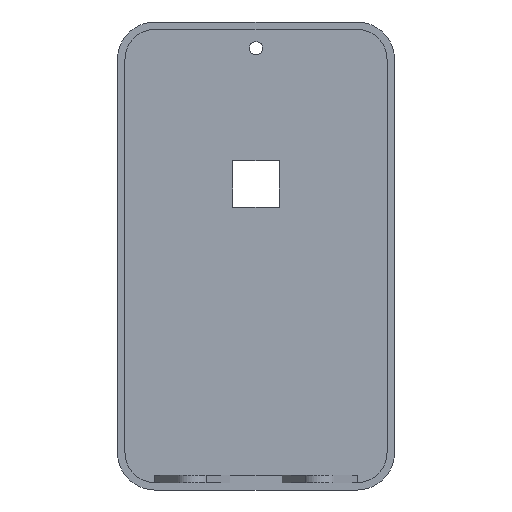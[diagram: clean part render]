
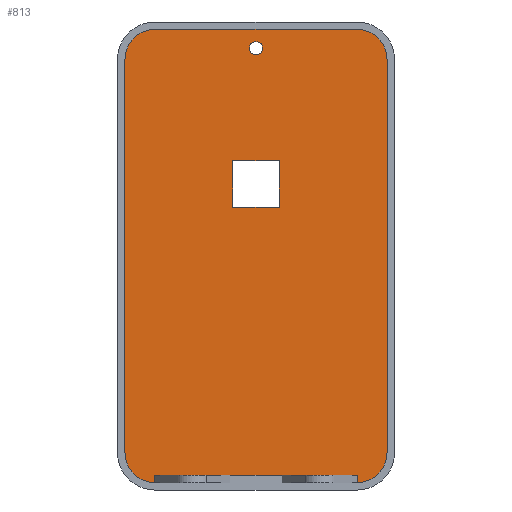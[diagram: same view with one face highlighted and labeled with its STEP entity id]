
A CAD part, front view. The second image highlights one B-rep face of the part: STEP entity #813.
In plain terms, the highlighted planar face has unit normal (0, -1, 0).
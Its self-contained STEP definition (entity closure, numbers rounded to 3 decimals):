
#22=FACE_BOUND('',#307,.T.);
#23=FACE_BOUND('',#308,.T.);
#46=PLANE('',#922);
#62=LINE('',#1234,#135);
#68=LINE('',#1245,#141);
#82=LINE('',#1278,#155);
#96=LINE('',#1335,#169);
#98=LINE('',#1339,#171);
#100=LINE('',#1343,#173);
#102=LINE('',#1346,#175);
#105=LINE('',#1358,#178);
#109=LINE('',#1373,#182);
#113=LINE('',#1384,#186);
#135=VECTOR('',#982,10.);
#141=VECTOR('',#990,10.);
#155=VECTOR('',#1024,10.);
#169=VECTOR('',#1094,10.);
#171=VECTOR('',#1098,10.);
#173=VECTOR('',#1102,10.);
#175=VECTOR('',#1106,10.);
#178=VECTOR('',#1117,10.);
#182=VECTOR('',#1135,10.);
#186=VECTOR('',#1147,10.);
#254=FACE_OUTER_BOUND('',#306,.T.);
#306=EDGE_LOOP('',(#749,#750,#751,#752,#753,#754,#755,#756,#757,#758));
#307=EDGE_LOOP('',(#759));
#308=EDGE_LOOP('',(#760,#761,#762,#763));
#313=CIRCLE('',#843,1.75);
#340=CIRCLE('',#901,8.);
#342=CIRCLE('',#905,8.);
#344=CIRCLE('',#908,8.);
#346=CIRCLE('',#912,8.);
#353=VERTEX_POINT('',#1180);
#374=VERTEX_POINT('',#1230);
#376=VERTEX_POINT('',#1233);
#378=VERTEX_POINT('',#1239);
#380=VERTEX_POINT('',#1243);
#403=VERTEX_POINT('',#1332);
#404=VERTEX_POINT('',#1334);
#405=VERTEX_POINT('',#1338);
#406=VERTEX_POINT('',#1342);
#407=VERTEX_POINT('',#1348);
#408=VERTEX_POINT('',#1349);
#411=VERTEX_POINT('',#1357);
#413=VERTEX_POINT('',#1366);
#415=VERTEX_POINT('',#1372);
#417=VERTEX_POINT('',#1378);
#426=EDGE_CURVE('',#353,#353,#313,.T.);
#451=EDGE_CURVE('',#376,#374,#62,.T.);
#457=EDGE_CURVE('',#378,#380,#68,.T.);
#474=EDGE_CURVE('',#380,#376,#82,.T.);
#502=EDGE_CURVE('',#404,#403,#96,.T.);
#504=EDGE_CURVE('',#405,#404,#98,.T.);
#506=EDGE_CURVE('',#406,#405,#100,.T.);
#508=EDGE_CURVE('',#403,#406,#102,.T.);
#509=EDGE_CURVE('',#407,#408,#340,.T.);
#513=EDGE_CURVE('',#411,#407,#105,.T.);
#516=EDGE_CURVE('',#374,#411,#342,.T.);
#518=EDGE_CURVE('',#413,#378,#344,.T.);
#521=EDGE_CURVE('',#415,#413,#109,.T.);
#524=EDGE_CURVE('',#417,#415,#346,.T.);
#527=EDGE_CURVE('',#408,#417,#113,.T.);
#749=ORIENTED_EDGE('',*,*,#451,.T.);
#750=ORIENTED_EDGE('',*,*,#516,.T.);
#751=ORIENTED_EDGE('',*,*,#513,.T.);
#752=ORIENTED_EDGE('',*,*,#509,.T.);
#753=ORIENTED_EDGE('',*,*,#527,.T.);
#754=ORIENTED_EDGE('',*,*,#524,.T.);
#755=ORIENTED_EDGE('',*,*,#521,.T.);
#756=ORIENTED_EDGE('',*,*,#518,.T.);
#757=ORIENTED_EDGE('',*,*,#457,.T.);
#758=ORIENTED_EDGE('',*,*,#474,.T.);
#759=ORIENTED_EDGE('',*,*,#426,.T.);
#760=ORIENTED_EDGE('',*,*,#506,.T.);
#761=ORIENTED_EDGE('',*,*,#504,.T.);
#762=ORIENTED_EDGE('',*,*,#502,.T.);
#763=ORIENTED_EDGE('',*,*,#508,.T.);
#813=ADVANCED_FACE('',(#254,#22,#23),#46,.T.);
#843=AXIS2_PLACEMENT_3D('',#1181,#937,#938);
#901=AXIS2_PLACEMENT_3D('',#1350,#1109,#1110);
#905=AXIS2_PLACEMENT_3D('',#1363,#1122,#1123);
#908=AXIS2_PLACEMENT_3D('',#1367,#1128,#1129);
#912=AXIS2_PLACEMENT_3D('',#1379,#1140,#1141);
#922=AXIS2_PLACEMENT_3D('',#1401,#1168,#1169);
#937=DIRECTION('center_axis',(0.,1.,0.));
#938=DIRECTION('ref_axis',(-1.,0.,0.));
#982=DIRECTION('',(0.,0.,-1.));
#990=DIRECTION('',(0.,0.,1.));
#1024=DIRECTION('',(1.,0.,0.));
#1094=DIRECTION('',(0.,0.,1.));
#1098=DIRECTION('',(-1.,0.,0.));
#1102=DIRECTION('',(0.,0.,-1.));
#1106=DIRECTION('',(1.,0.,0.));
#1109=DIRECTION('center_axis',(0.,-1.,0.));
#1110=DIRECTION('ref_axis',(1.,0.,0.));
#1117=DIRECTION('',(0.,0.,1.));
#1122=DIRECTION('center_axis',(0.,-1.,0.));
#1123=DIRECTION('ref_axis',(0.,0.,-1.));
#1128=DIRECTION('center_axis',(0.,-1.,0.));
#1129=DIRECTION('ref_axis',(-1.,0.,0.));
#1135=DIRECTION('',(0.,0.,-1.));
#1140=DIRECTION('center_axis',(0.,-1.,0.));
#1141=DIRECTION('ref_axis',(0.,0.,1.));
#1147=DIRECTION('',(-1.,0.,0.));
#1168=DIRECTION('center_axis',(0.,-1.,0.));
#1169=DIRECTION('ref_axis',(0.,0.,-1.));
#1180=CARTESIAN_POINT('',(-35.25,0.,-7.));
#1181=CARTESIAN_POINT('Origin',(-37.,0.,-7.));
#1230=CARTESIAN_POINT('',(-10.,0.,-123.));
#1233=CARTESIAN_POINT('',(-10.,0.,-121.));
#1234=CARTESIAN_POINT('',(-10.,0.,-92.75));
#1239=CARTESIAN_POINT('',(-64.,0.,-123.));
#1243=CARTESIAN_POINT('',(-64.,0.,-121.));
#1245=CARTESIAN_POINT('',(-64.,0.,-92.75));
#1278=CARTESIAN_POINT('',(-45.5,0.,-121.));
#1332=CARTESIAN_POINT('',(-43.25,0.,-37.));
#1334=CARTESIAN_POINT('',(-43.25,0.,-49.5));
#1335=CARTESIAN_POINT('',(-43.25,0.,-56.));
#1338=CARTESIAN_POINT('',(-30.75,0.,-49.5));
#1339=CARTESIAN_POINT('',(-33.875,0.,-49.5));
#1342=CARTESIAN_POINT('',(-30.75,0.,-37.));
#1343=CARTESIAN_POINT('',(-30.75,0.,-49.75));
#1346=CARTESIAN_POINT('',(-40.125,0.,-37.));
#1348=CARTESIAN_POINT('',(-2.,0.,-10.));
#1349=CARTESIAN_POINT('',(-10.,0.,-2.));
#1350=CARTESIAN_POINT('Origin',(-10.,0.,-10.));
#1357=CARTESIAN_POINT('',(-2.,0.,-115.));
#1358=CARTESIAN_POINT('',(-2.,0.,-88.75));
#1363=CARTESIAN_POINT('Origin',(-10.,0.,-115.));
#1366=CARTESIAN_POINT('',(-72.,0.,-115.));
#1367=CARTESIAN_POINT('Origin',(-64.,0.,-115.));
#1372=CARTESIAN_POINT('',(-72.,0.,-10.));
#1373=CARTESIAN_POINT('',(-72.,0.,-36.25));
#1378=CARTESIAN_POINT('',(-64.,0.,-2.));
#1379=CARTESIAN_POINT('Origin',(-64.,0.,-10.));
#1384=CARTESIAN_POINT('',(-23.5,0.,-2.));
#1401=CARTESIAN_POINT('Origin',(-37.,0.,-62.5));
